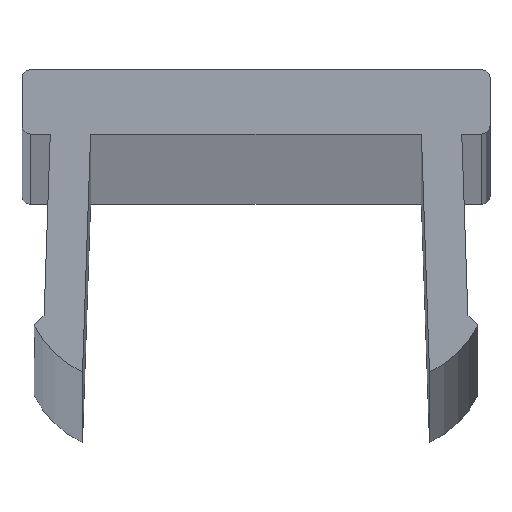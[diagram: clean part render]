
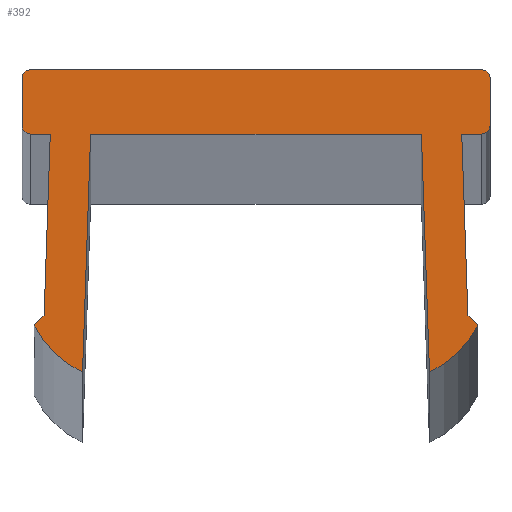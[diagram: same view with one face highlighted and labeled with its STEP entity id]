
A CAD part, top view. The second image highlights one B-rep face of the part: STEP entity #392.
In plain terms, the highlighted planar face has unit normal (0, 0, 1).
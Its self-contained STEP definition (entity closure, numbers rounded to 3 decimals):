
#26=CIRCLE('',#420,0.2);
#27=CIRCLE('',#422,0.2);
#28=CIRCLE('',#423,0.2);
#29=CIRCLE('',#424,2.5);
#30=CIRCLE('',#425,2.5);
#31=CIRCLE('',#426,0.2);
#35=FACE_OUTER_BOUND('',#55,.T.);
#55=EDGE_LOOP('',(#272,#273,#274,#275,#276,#277,#278,#279,#280,#281,#282,
#283,#284,#285,#286,#287,#288,#289));
#73=LINE('',#557,#115);
#88=LINE('',#603,#130);
#89=LINE('',#607,#131);
#90=LINE('',#609,#132);
#91=LINE('',#611,#133);
#92=LINE('',#615,#134);
#93=LINE('',#617,#135);
#94=LINE('',#619,#136);
#95=LINE('',#623,#137);
#96=LINE('',#625,#138);
#97=LINE('',#627,#139);
#98=LINE('',#630,#140);
#115=VECTOR('',#448,11.2);
#130=VECTOR('',#485,1.2);
#131=VECTOR('',#488,0.5);
#132=VECTOR('',#489,4.503);
#133=VECTOR('',#490,0.339);
#134=VECTOR('',#493,5.903);
#135=VECTOR('',#494,8.2);
#136=VECTOR('',#495,5.903);
#137=VECTOR('',#498,0.339);
#138=VECTOR('',#499,4.503);
#139=VECTOR('',#500,0.5);
#140=VECTOR('',#503,1.2);
#156=VERTEX_POINT('',#553);
#158=VERTEX_POINT('',#556);
#176=VERTEX_POINT('',#596);
#177=VERTEX_POINT('',#600);
#178=VERTEX_POINT('',#602);
#179=VERTEX_POINT('',#604);
#180=VERTEX_POINT('',#606);
#181=VERTEX_POINT('',#608);
#182=VERTEX_POINT('',#610);
#183=VERTEX_POINT('',#612);
#184=VERTEX_POINT('',#614);
#185=VERTEX_POINT('',#616);
#186=VERTEX_POINT('',#618);
#187=VERTEX_POINT('',#620);
#188=VERTEX_POINT('',#622);
#189=VERTEX_POINT('',#624);
#190=VERTEX_POINT('',#626);
#191=VERTEX_POINT('',#628);
#193=EDGE_CURVE('',#158,#156,#73,.T.);
#213=EDGE_CURVE('',#176,#156,#26,.T.);
#215=EDGE_CURVE('',#177,#158,#27,.T.);
#216=EDGE_CURVE('',#176,#178,#88,.T.);
#217=EDGE_CURVE('',#179,#178,#28,.T.);
#218=EDGE_CURVE('',#179,#180,#89,.T.);
#219=EDGE_CURVE('',#180,#181,#90,.T.);
#220=EDGE_CURVE('',#181,#182,#91,.T.);
#221=EDGE_CURVE('',#183,#182,#29,.T.);
#222=EDGE_CURVE('',#183,#184,#92,.T.);
#223=EDGE_CURVE('',#184,#185,#93,.T.);
#224=EDGE_CURVE('',#185,#186,#94,.T.);
#225=EDGE_CURVE('',#187,#186,#30,.T.);
#226=EDGE_CURVE('',#187,#188,#95,.T.);
#227=EDGE_CURVE('',#188,#189,#96,.T.);
#228=EDGE_CURVE('',#189,#190,#97,.T.);
#229=EDGE_CURVE('',#191,#190,#31,.T.);
#230=EDGE_CURVE('',#191,#177,#98,.T.);
#272=ORIENTED_EDGE('',*,*,#215,.T.);
#273=ORIENTED_EDGE('',*,*,#193,.T.);
#274=ORIENTED_EDGE('',*,*,#213,.F.);
#275=ORIENTED_EDGE('',*,*,#216,.T.);
#276=ORIENTED_EDGE('',*,*,#217,.F.);
#277=ORIENTED_EDGE('',*,*,#218,.T.);
#278=ORIENTED_EDGE('',*,*,#219,.T.);
#279=ORIENTED_EDGE('',*,*,#220,.T.);
#280=ORIENTED_EDGE('',*,*,#221,.F.);
#281=ORIENTED_EDGE('',*,*,#222,.T.);
#282=ORIENTED_EDGE('',*,*,#223,.T.);
#283=ORIENTED_EDGE('',*,*,#224,.T.);
#284=ORIENTED_EDGE('',*,*,#225,.F.);
#285=ORIENTED_EDGE('',*,*,#226,.T.);
#286=ORIENTED_EDGE('',*,*,#227,.T.);
#287=ORIENTED_EDGE('',*,*,#228,.T.);
#288=ORIENTED_EDGE('',*,*,#229,.F.);
#289=ORIENTED_EDGE('',*,*,#230,.T.);
#356=PLANE('',#421);
#392=ADVANCED_FACE('',(#35),#356,.T.);
#420=AXIS2_PLACEMENT_3D('',#597,#478,#479);
#421=AXIS2_PLACEMENT_3D('',#599,#481,#482);
#422=AXIS2_PLACEMENT_3D('',#601,#483,#484);
#423=AXIS2_PLACEMENT_3D('',#605,#486,#487);
#424=AXIS2_PLACEMENT_3D('',#613,#491,#492);
#425=AXIS2_PLACEMENT_3D('',#621,#496,#497);
#426=AXIS2_PLACEMENT_3D('',#629,#501,#502);
#448=DIRECTION('',(-1.,0.,0.));
#478=DIRECTION('center_axis',(0.,0.,-1.));
#479=DIRECTION('ref_axis',(-1.,0.,0.));
#481=DIRECTION('center_axis',(0.,0.,1.));
#482=DIRECTION('ref_axis',(1.,0.,0.));
#483=DIRECTION('center_axis',(0.,0.,1.));
#484=DIRECTION('ref_axis',(-1.,0.,0.));
#485=DIRECTION('',(0.,-1.,0.));
#486=DIRECTION('center_axis',(0.,0.,-1.));
#487=DIRECTION('ref_axis',(-1.,0.,0.));
#488=DIRECTION('',(1.,0.,0.));
#489=DIRECTION('',(-0.034,-0.999,0.));
#490=DIRECTION('',(-0.731,-0.683,0.));
#491=DIRECTION('center_axis',(0.,0.,-1.));
#492=DIRECTION('ref_axis',(-1.,0.,0.));
#493=DIRECTION('',(0.034,0.999,0.));
#494=DIRECTION('',(1.,0.,0.));
#495=DIRECTION('',(0.034,-0.999,0.));
#496=DIRECTION('center_axis',(0.,0.,-1.));
#497=DIRECTION('ref_axis',(-1.,0.,0.));
#498=DIRECTION('',(-0.731,0.683,0.));
#499=DIRECTION('',(-0.034,0.999,0.));
#500=DIRECTION('',(1.,0.,0.));
#501=DIRECTION('center_axis',(0.,0.,-1.));
#502=DIRECTION('ref_axis',(-1.,0.,0.));
#503=DIRECTION('',(0.,1.,0.));
#553=CARTESIAN_POINT('',(-5.6,0.,1000.));
#556=CARTESIAN_POINT('',(5.6,0.,1000.));
#557=CARTESIAN_POINT('',(5.6,0.,1000.));
#596=CARTESIAN_POINT('',(-5.8,-0.2,1000.));
#597=CARTESIAN_POINT('Origin',(-5.6,-0.2,1000.));
#599=CARTESIAN_POINT('Origin',(-5.6,-0.2,1000.));
#600=CARTESIAN_POINT('',(5.8,-0.2,1000.));
#601=CARTESIAN_POINT('Origin',(5.6,-0.2,1000.));
#602=CARTESIAN_POINT('',(-5.8,-1.4,1000.));
#603=CARTESIAN_POINT('',(-5.8,-0.2,1000.));
#604=CARTESIAN_POINT('',(-5.6,-1.6,1000.));
#605=CARTESIAN_POINT('Origin',(-5.6,-1.4,1000.));
#606=CARTESIAN_POINT('',(-5.1,-1.6,1000.));
#607=CARTESIAN_POINT('',(-5.6,-1.6,1000.));
#608=CARTESIAN_POINT('',(-5.253,-6.1,1000.));
#609=CARTESIAN_POINT('',(-5.1,-1.6,1000.));
#610=CARTESIAN_POINT('',(-5.5,-6.331,1000.));
#611=CARTESIAN_POINT('',(-5.253,-6.1,1000.));
#612=CARTESIAN_POINT('',(-4.3,-7.5,1000.));
#613=CARTESIAN_POINT('Origin',(-3.256,-5.228,1000.));
#614=CARTESIAN_POINT('',(-4.1,-1.6,1000.));
#615=CARTESIAN_POINT('',(-4.3,-7.5,1000.));
#616=CARTESIAN_POINT('',(4.1,-1.6,1000.));
#617=CARTESIAN_POINT('',(-5.6,-1.6,1000.));
#618=CARTESIAN_POINT('',(4.3,-7.5,1000.));
#619=CARTESIAN_POINT('',(4.1,-1.6,1000.));
#620=CARTESIAN_POINT('',(5.5,-6.331,1000.));
#621=CARTESIAN_POINT('Origin',(3.256,-5.228,1000.));
#622=CARTESIAN_POINT('',(5.253,-6.1,1000.));
#623=CARTESIAN_POINT('',(5.253,-6.1,1000.));
#624=CARTESIAN_POINT('',(5.1,-1.6,1000.));
#625=CARTESIAN_POINT('',(5.253,-6.1,1000.));
#626=CARTESIAN_POINT('',(5.6,-1.6,1000.));
#627=CARTESIAN_POINT('',(5.6,-1.6,1000.));
#628=CARTESIAN_POINT('',(5.8,-1.4,1000.));
#629=CARTESIAN_POINT('Origin',(5.6,-1.4,1000.));
#630=CARTESIAN_POINT('',(5.8,-0.2,1000.));
